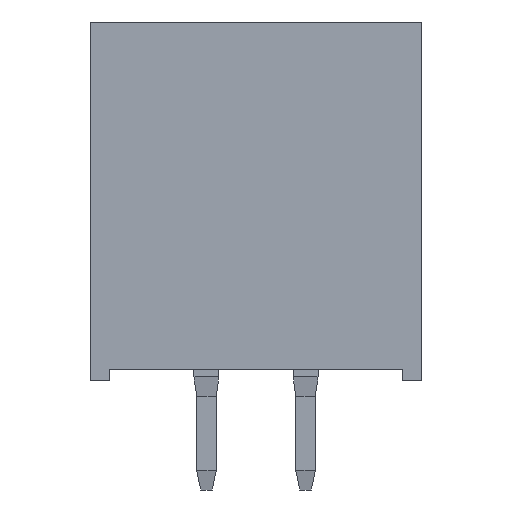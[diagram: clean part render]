
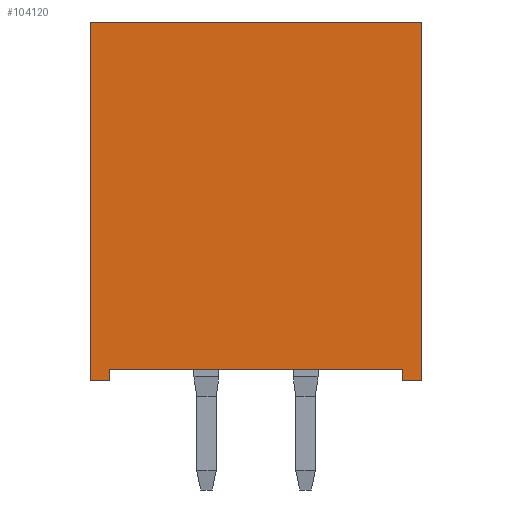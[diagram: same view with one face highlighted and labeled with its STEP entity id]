
A CAD part, left-side view. The second image highlights one B-rep face of the part: STEP entity #104120.
In plain terms, the highlighted planar face has unit normal (-1, 0, 0).
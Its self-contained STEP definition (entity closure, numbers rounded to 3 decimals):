
#11820=CARTESIAN_POINT('',(-2.48,3.75,-8.9));
#11830=VERTEX_POINT('',#11820);
#11860=CARTESIAN_POINT('',(-2.48,0.,-8.9));
#11870=DIRECTION('',(0.,-1.,0.));
#11880=VECTOR('',#11870,1.);
#11890=LINE('',#11860,#11880);
#11900=CARTESIAN_POINT('',(-2.48,-3.75,-8.9));
#11910=VERTEX_POINT('',#11900);
#11920=EDGE_CURVE('',#11830,#11910,#11890,.T.);
#17170=CARTESIAN_POINT('',(-2.48,4.25,0.));
#17180=VERTEX_POINT('',#17170);
#17210=CARTESIAN_POINT('',(-2.48,4.25,4.1));
#17220=DIRECTION('',(0.,0.,-1.));
#17230=VECTOR('',#17220,1.);
#17240=LINE('',#17210,#17230);
#17250=CARTESIAN_POINT('',(-2.48,4.25,-9.2));
#17260=VERTEX_POINT('',#17250);
#17270=EDGE_CURVE('',#17180,#17260,#17240,.T.);
#50210=CARTESIAN_POINT('',(-2.48,-4.25,0.));
#50220=VERTEX_POINT('',#50210);
#50250=CARTESIAN_POINT('',(-2.48,0.,0.));
#50260=DIRECTION('',(0.,-1.,0.));
#50270=VECTOR('',#50260,1.);
#50280=LINE('',#50250,#50270);
#50290=EDGE_CURVE('',#17180,#50220,#50280,.T.);
#101340=CARTESIAN_POINT('',(-2.48,-4.25,-9.2));
#101350=VERTEX_POINT('',#101340);
#101380=CARTESIAN_POINT('',(-2.48,-4.25,4.1));
#101390=DIRECTION('',(0.,0.,-1.));
#101400=VECTOR('',#101390,1.);
#101410=LINE('',#101380,#101400);
#101420=EDGE_CURVE('',#50220,#101350,#101410,.T.);
#103730=CARTESIAN_POINT('',(-2.48,0.,-2.55));
#103740=DIRECTION('',(-1.,0.,0.));
#103750=DIRECTION('',(0.,-1.,0.));
#103760=AXIS2_PLACEMENT_3D('',#103730,#103740,#103750);
#103770=PLANE('',#103760);
#103780=CARTESIAN_POINT('',(-2.48,0.,-9.2));
#103790=DIRECTION('',(0.,1.,0.));
#103800=VECTOR('',#103790,1.);
#103810=LINE('',#103780,#103800);
#103820=CARTESIAN_POINT('',(-2.48,3.75,-9.2));
#103830=VERTEX_POINT('',#103820);
#103840=EDGE_CURVE('',#103830,#17260,#103810,.T.);
#103850=ORIENTED_EDGE('',*,*,#103840,.F.);
#103860=ORIENTED_EDGE('',*,*,#17270,.T.);
#103870=ORIENTED_EDGE('',*,*,#50290,.F.);
#103880=ORIENTED_EDGE('',*,*,#101420,.F.);
#103890=CARTESIAN_POINT('',(-2.48,0.,-9.2));
#103900=DIRECTION('',(0.,1.,0.));
#103910=VECTOR('',#103900,1.);
#103920=LINE('',#103890,#103910);
#103930=CARTESIAN_POINT('',(-2.48,-3.75,-9.2));
#103940=VERTEX_POINT('',#103930);
#103950=EDGE_CURVE('',#101350,#103940,#103920,.T.);
#103960=ORIENTED_EDGE('',*,*,#103950,.F.);
#103970=CARTESIAN_POINT('',(-2.48,-3.75,4.1));
#103980=DIRECTION('',(0.,0.,1.));
#103990=VECTOR('',#103980,1.);
#104000=LINE('',#103970,#103990);
#104010=EDGE_CURVE('',#103940,#11910,#104000,.T.);
#104020=ORIENTED_EDGE('',*,*,#104010,.F.);
#104030=ORIENTED_EDGE('',*,*,#11920,.T.);
#104040=CARTESIAN_POINT('',(-2.48,3.75,4.1));
#104050=DIRECTION('',(0.,0.,-1.));
#104060=VECTOR('',#104050,1.);
#104070=LINE('',#104040,#104060);
#104080=EDGE_CURVE('',#11830,#103830,#104070,.T.);
#104090=ORIENTED_EDGE('',*,*,#104080,.F.);
#104100=EDGE_LOOP('',(#104090,#104030,#104020,#103960,#103880,#103870,
#103860,#103850));
#104110=FACE_OUTER_BOUND('',#104100,.T.);
#104120=ADVANCED_FACE('',(#104110),#103770,.T.);
